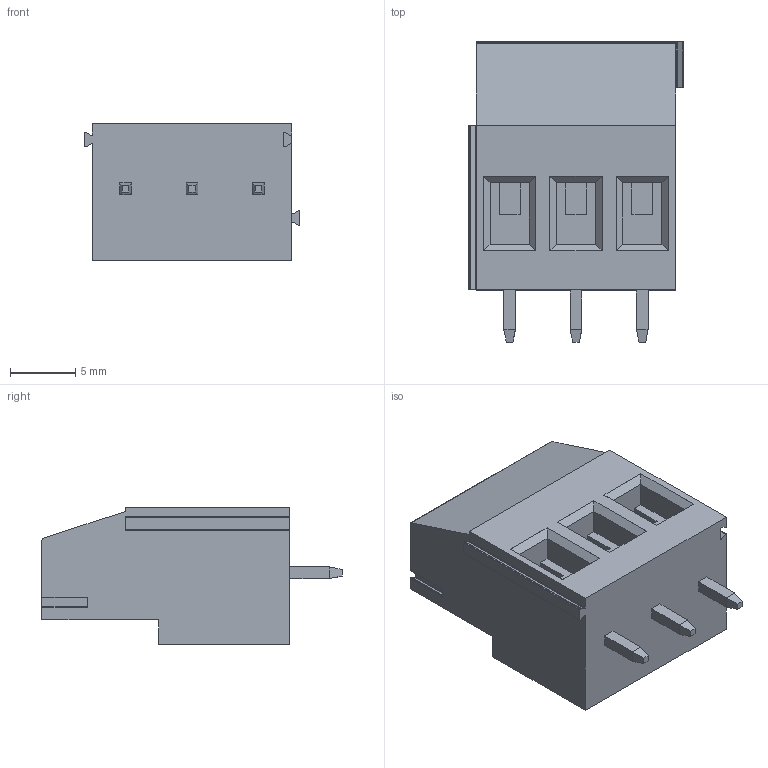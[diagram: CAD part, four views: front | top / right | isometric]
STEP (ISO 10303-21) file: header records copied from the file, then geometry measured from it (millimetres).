
FILE_DESCRIPTION(('STEP AP214'),'1');
FILE_NAME('terminal_blocks_a-tb508vj03h.stp','2020-03-13T16:21:07',('TraceParts'),('TraceParts S.A.'),'Spatial InterOp 3D',' ',' ');
FILE_SCHEMA(('AUTOMOTIVE_DESIGN { 1 0 10303 214 1 1 1 1 }'));
Length unit declared in the file: millimetre
Products named in the file (1): terminal_blocks_a-tb508vj03h
Bounding box: 16.44 x 23 x 10.5 mm (x, y, z)
Volume: 2399.4 mm3; surface area: 1676.4 mm2
Topology: 1 solids, 1 shells, 210 faces, 549 edges, 356 vertices
Faces by surface type: plane 198, cylinder 12
Entity records: 7993 total; most frequent: CARTESIAN_POINT 1116, ORIENTED_EDGE 1098, DIRECTION 995, EDGE_CURVE 549, LINE 525, VECTOR 525, VERTEX_POINT 356, AXIS2_PLACEMENT_3D 235
